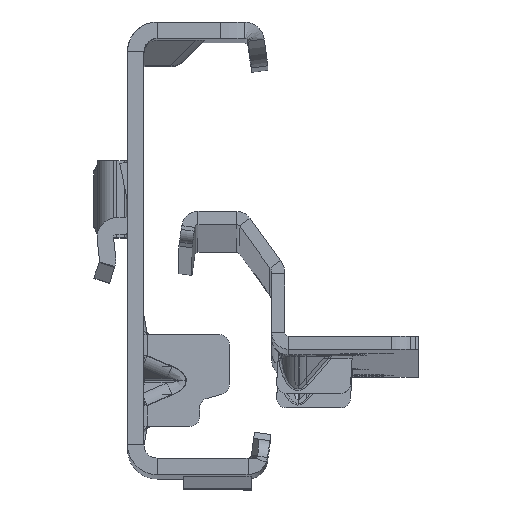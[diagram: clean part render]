
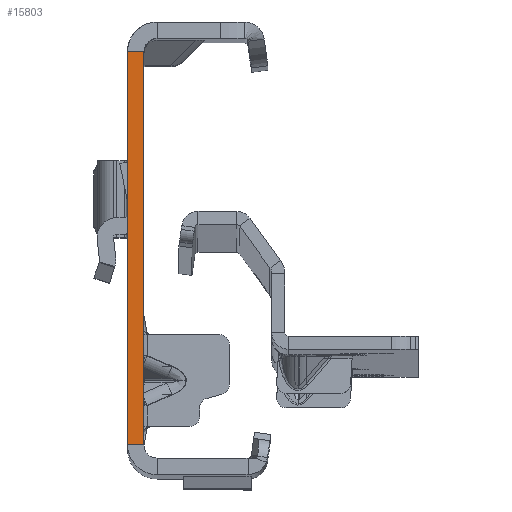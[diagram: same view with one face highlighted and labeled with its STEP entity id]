
A CAD part, top view. The second image highlights one B-rep face of the part: STEP entity #15803.
In plain terms, the highlighted planar face has unit normal (0, 0, 1).
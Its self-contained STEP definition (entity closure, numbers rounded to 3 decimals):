
#218 = CARTESIAN_POINT ( 'NONE',  ( -2.5, -32., 0. ) ) ;
#293 = EDGE_CURVE ( 'NONE', #1028, #12725, #2865, .T. ) ;
#357 = EDGE_CURVE ( 'NONE', #15818, #14455, #4932, .T. ) ;
#691 = VECTOR ( 'NONE', #9063, 1000. ) ;
#1028 = VERTEX_POINT ( 'NONE', #11614 ) ;
#2831 = DIRECTION ( 'NONE',  ( 1., 0., 0. ) ) ;
#2865 = LINE ( 'NONE', #218, #17326 ) ;
#3393 = DIRECTION ( 'NONE',  ( 0., -1., 0. ) ) ;
#3781 = LINE ( 'NONE', #6692, #691 ) ;
#4295 = DIRECTION ( 'NONE',  ( 0., 0., 1. ) ) ;
#4525 = CARTESIAN_POINT ( 'NONE',  ( 0., 30., 0. ) ) ;
#4593 = EDGE_CURVE ( 'NONE', #15818, #1028, #17110, .T. ) ;
#4932 = LINE ( 'NONE', #16039, #12065 ) ;
#5551 = EDGE_LOOP ( 'NONE', ( #9641, #17800, #15716, #16071 ) ) ;
#5837 = EDGE_CURVE ( 'NONE', #14455, #12725, #3781, .T. ) ;
#5863 = DIRECTION ( 'NONE',  ( 0., -1., 0. ) ) ;
#6184 = VECTOR ( 'NONE', #15906, 1000. ) ;
#6692 = CARTESIAN_POINT ( 'NONE',  ( 0., -30., 0. ) ) ;
#8397 = FACE_OUTER_BOUND ( 'NONE', #5551, .T. ) ;
#9063 = DIRECTION ( 'NONE',  ( -1., 0., 0. ) ) ;
#9641 = ORIENTED_EDGE ( 'NONE', *, *, #357, .F. ) ;
#11297 = CARTESIAN_POINT ( 'NONE',  ( -2.5, -32., 0. ) ) ;
#11614 = CARTESIAN_POINT ( 'NONE',  ( -2.5, 30., 0. ) ) ;
#12020 = AXIS2_PLACEMENT_3D ( 'NONE', #11297, #4295, #2831 ) ;
#12065 = VECTOR ( 'NONE', #3393, 1000. ) ;
#12725 = VERTEX_POINT ( 'NONE', #17907 ) ;
#14455 = VERTEX_POINT ( 'NONE', #16959 ) ;
#15119 = CARTESIAN_POINT ( 'NONE',  ( 0., 30., 0. ) ) ;
#15402 = PLANE ( 'NONE',  #12020 ) ;
#15716 = ORIENTED_EDGE ( 'NONE', *, *, #293, .T. ) ;
#15803 = ADVANCED_FACE ( 'NONE', ( #8397 ), #15402, .T. ) ;
#15818 = VERTEX_POINT ( 'NONE', #15119 ) ;
#15906 = DIRECTION ( 'NONE',  ( -1., 0., 0. ) ) ;
#16039 = CARTESIAN_POINT ( 'NONE',  ( 0., -32., 0. ) ) ;
#16071 = ORIENTED_EDGE ( 'NONE', *, *, #5837, .F. ) ;
#16959 = CARTESIAN_POINT ( 'NONE',  ( 0., -30., 0. ) ) ;
#17110 = LINE ( 'NONE', #4525, #6184 ) ;
#17326 = VECTOR ( 'NONE', #5863, 1000. ) ;
#17800 = ORIENTED_EDGE ( 'NONE', *, *, #4593, .T. ) ;
#17907 = CARTESIAN_POINT ( 'NONE',  ( -2.5, -30., 0. ) ) ;
